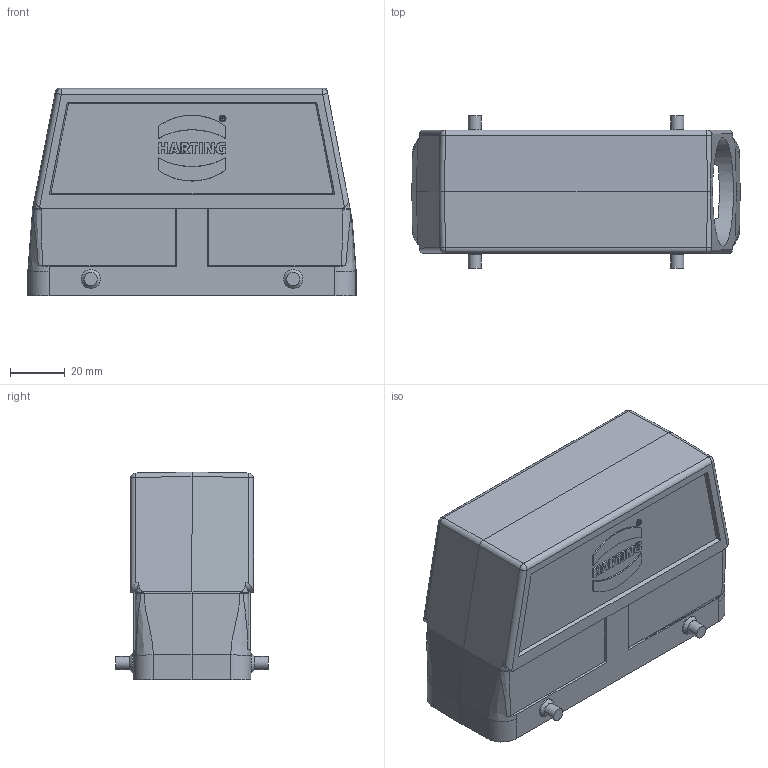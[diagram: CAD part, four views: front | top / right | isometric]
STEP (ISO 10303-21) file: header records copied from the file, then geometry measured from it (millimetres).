
FILE_DESCRIPTION(/* description */ (''),/* implementation_level */ '2;1');
FILE_NAME(/* name */ '100095287ugm000_f.stp',/* time_stamp */ '2019-11-08T07:13:16+01:00',/* author */ (''),/* organization */ (''),/* preprocessor_version */ 'ST-DEVELOPER v16.7',/* originating_system */ 'SIEMENS PLM Software NX 12.0',/* authorisation */ '');
FILE_SCHEMA (('AUTOMOTIVE_DESIGN { 1 0 10303 214 3 1 1 1 }'));
Length unit declared in the file: millimetre
Products named in the file (1): 100095287ugm000_f
Bounding box: 120 x 55.6 x 76 mm (x, y, z)
Volume: 90761.2 mm3; surface area: 52266.8 mm2
Topology: 1 solids, 1 shells, 256 faces, 661 edges, 434 vertices
Faces by surface type: plane 170, cylinder 35, bspline 29, cone 18, sphere 4
Full cylindrical faces by diameter (mm): 2.74 x4, 4.8 x4, 7 x4, 40 x1
Entity records: 11091 total; most frequent: CARTESIAN_POINT 3404, ORIENTED_EDGE 1268, DIRECTION 1081, EDGE_CURVE 634, VERTEX_POINT 424, LINE 399, VECTOR 399, AXIS2_PLACEMENT_3D 341
